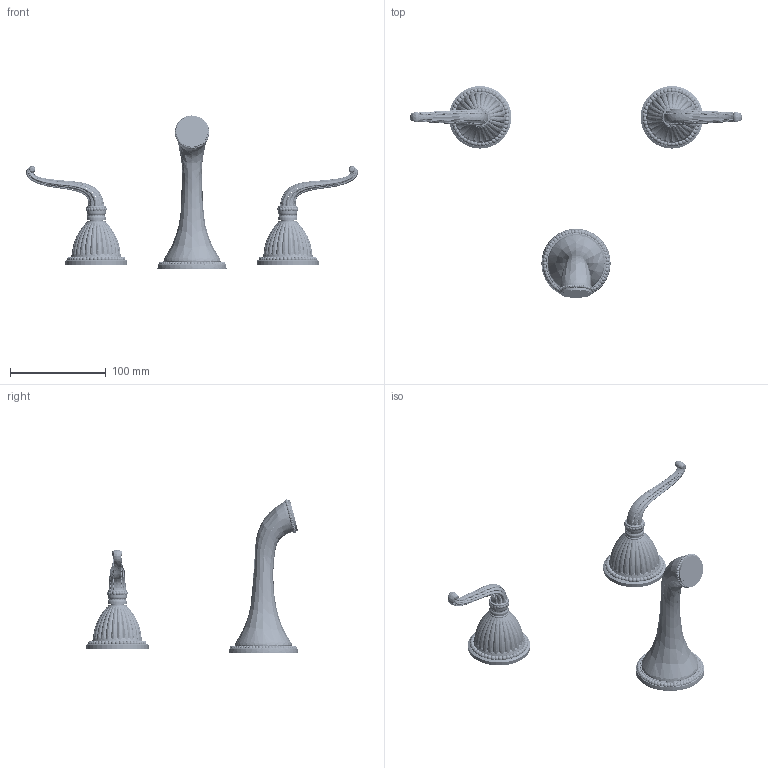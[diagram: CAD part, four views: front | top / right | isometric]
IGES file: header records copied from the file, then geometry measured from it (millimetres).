
Start section:  PTC IGES file: 3-1095_sw0001.igs
Global section: file name: 3-1095_sw0001.igs; native system: Creo Parametric by PTC Inc.; preprocessor: 2018400; author: rsmith; organization: Unknown; date: 20201201.102448; units: inch
Bounding box: 346.51 x 221.24 x 159.85 mm (x, y, z)
Surface area: 61969.3 mm2 (no closed solid volume)
Topology: 0 solids, 0 shells, 6553 faces, 37916 edges, 37722 vertices
Faces by surface type: bspline 3822, revolution 2731
